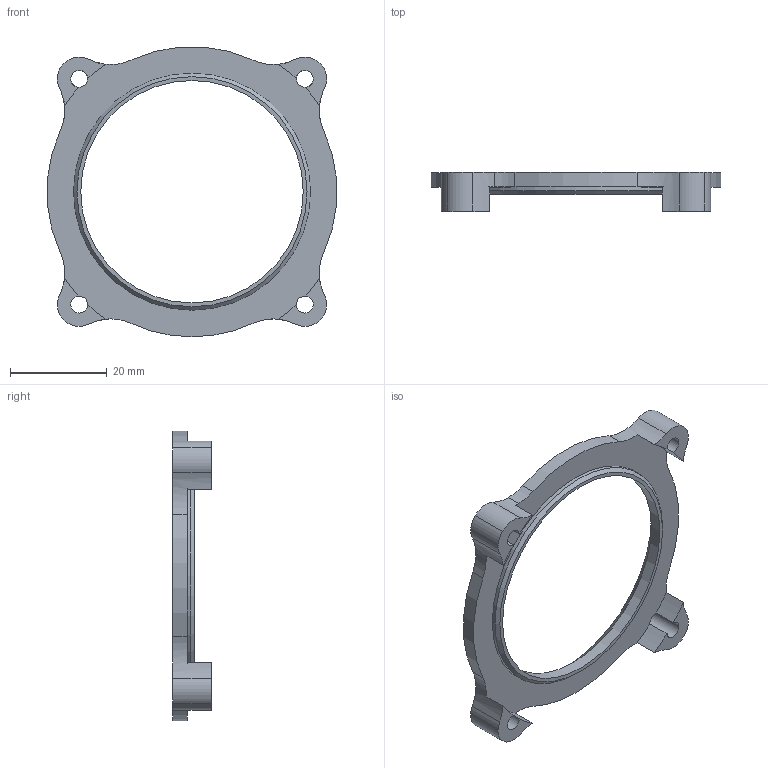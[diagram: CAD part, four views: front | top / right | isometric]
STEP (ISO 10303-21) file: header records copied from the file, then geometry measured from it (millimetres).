
FILE_DESCRIPTION(('HOOPS Exchange Step'),'2;1');
FILE_NAME('temp_export','2024-03-17T02:43:45-15:00',('mobile'),('Shapr3D Limited'),'HOOPS Exchange 2023.2','Shapr3D','Authorized');
FILE_SCHEMA( ('AUTOMOTIVE_DESIGN { 1 0 10303 214 1 1 1 1 }') );
Length unit declared in the file: millimetre
Products named in the file (1): Filter-dial-frame
Bounding box: 59.77 x 8 x 59.89 mm (x, y, z)
Volume: 5016.6 mm3; surface area: 5011.9 mm2
Topology: 1 solids, 1 shells, 46 faces, 145 edges, 98 vertices
Faces by surface type: cylinder 37, plane 7, cone 2
Full cylindrical faces by diameter (mm): 3.5 x4, 46 x1, 49 x1
Entity records: 1723 total; most frequent: DIRECTION 337, CARTESIAN_POINT 290, ORIENTED_EDGE 290, AXIS2_PLACEMENT_3D 145, EDGE_CURVE 145, VERTEX_POINT 98, CIRCLE 98, EDGE_LOOP 53
